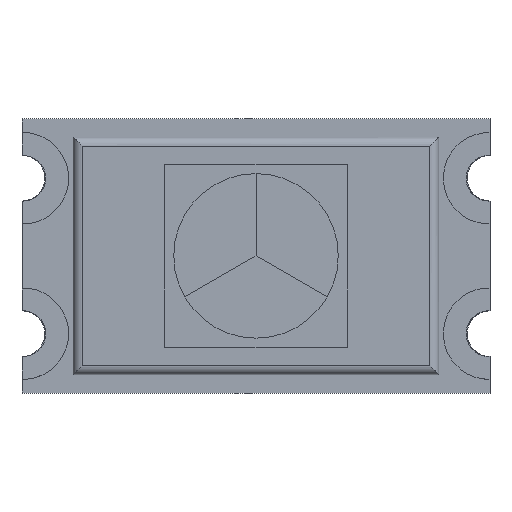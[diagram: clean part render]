
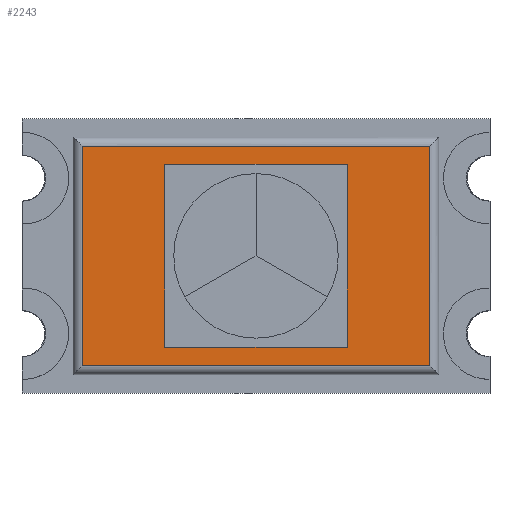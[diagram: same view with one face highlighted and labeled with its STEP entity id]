
A CAD part, top view. The second image highlights one B-rep face of the part: STEP entity #2243.
In plain terms, the highlighted planar face has unit normal (0, 0, 1).
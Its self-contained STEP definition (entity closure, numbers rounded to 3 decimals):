
#1888 = VERTEX_POINT('',#1889);
#1889 = CARTESIAN_POINT('',(-1.9,1.2,1.2));
#1898 = VERTEX_POINT('',#1899);
#1899 = CARTESIAN_POINT('',(1.9,1.2,1.2));
#1906 = EDGE_CURVE('',#1888,#1898,#1907,.T.);
#1907 = LINE('',#1908,#1909);
#1908 = CARTESIAN_POINT('',(-2.,1.2,1.2));
#1909 = VECTOR('',#1910,1.);
#1910 = DIRECTION('',(1.,0.,0.));
#1921 = VERTEX_POINT('',#1922);
#1922 = CARTESIAN_POINT('',(1.9,-1.2,1.2));
#1931 = EDGE_CURVE('',#1921,#1898,#1932,.T.);
#1932 = LINE('',#1933,#1934);
#1933 = CARTESIAN_POINT('',(1.9,-1.3,1.2));
#1934 = VECTOR('',#1935,1.);
#1935 = DIRECTION('',(0.,1.,0.));
#1946 = VERTEX_POINT('',#1947);
#1947 = CARTESIAN_POINT('',(-1.9,-1.2,1.2));
#1954 = EDGE_CURVE('',#1946,#1888,#1955,.T.);
#1955 = LINE('',#1956,#1957);
#1956 = CARTESIAN_POINT('',(-1.9,-1.3,1.2));
#1957 = VECTOR('',#1958,1.);
#1958 = DIRECTION('',(0.,1.,0.));
#1971 = EDGE_CURVE('',#1946,#1921,#1972,.T.);
#1972 = LINE('',#1973,#1974);
#1973 = CARTESIAN_POINT('',(-2.,-1.2,1.2));
#1974 = VECTOR('',#1975,1.);
#1975 = DIRECTION('',(1.,0.,0.));
#2243 = ADVANCED_FACE('',(#2244,#2250),#2284,.T.);
#2244 = FACE_BOUND('',#2245,.T.);
#2245 = EDGE_LOOP('',(#2246,#2247,#2248,#2249));
#2246 = ORIENTED_EDGE('',*,*,#1954,.F.);
#2247 = ORIENTED_EDGE('',*,*,#1971,.T.);
#2248 = ORIENTED_EDGE('',*,*,#1931,.T.);
#2249 = ORIENTED_EDGE('',*,*,#1906,.F.);
#2250 = FACE_BOUND('',#2251,.T.);
#2251 = EDGE_LOOP('',(#2252,#2262,#2270,#2278));
#2252 = ORIENTED_EDGE('',*,*,#2253,.F.);
#2253 = EDGE_CURVE('',#2254,#2256,#2258,.T.);
#2254 = VERTEX_POINT('',#2255);
#2255 = CARTESIAN_POINT('',(1.,-1.,1.2));
#2256 = VERTEX_POINT('',#2257);
#2257 = CARTESIAN_POINT('',(1.,1.,1.2));
#2258 = LINE('',#2259,#2260);
#2259 = CARTESIAN_POINT('',(1.,-1.,1.2));
#2260 = VECTOR('',#2261,1.);
#2261 = DIRECTION('',(0.,1.,0.));
#2262 = ORIENTED_EDGE('',*,*,#2263,.F.);
#2263 = EDGE_CURVE('',#2264,#2254,#2266,.T.);
#2264 = VERTEX_POINT('',#2265);
#2265 = CARTESIAN_POINT('',(-1.,-1.,1.2));
#2266 = LINE('',#2267,#2268);
#2267 = CARTESIAN_POINT('',(-1.,-1.,1.2));
#2268 = VECTOR('',#2269,1.);
#2269 = DIRECTION('',(1.,0.,0.));
#2270 = ORIENTED_EDGE('',*,*,#2271,.T.);
#2271 = EDGE_CURVE('',#2264,#2272,#2274,.T.);
#2272 = VERTEX_POINT('',#2273);
#2273 = CARTESIAN_POINT('',(-1.,1.,1.2));
#2274 = LINE('',#2275,#2276);
#2275 = CARTESIAN_POINT('',(-1.,-1.,1.2));
#2276 = VECTOR('',#2277,1.);
#2277 = DIRECTION('',(0.,1.,0.));
#2278 = ORIENTED_EDGE('',*,*,#2279,.T.);
#2279 = EDGE_CURVE('',#2272,#2256,#2280,.T.);
#2280 = LINE('',#2281,#2282);
#2281 = CARTESIAN_POINT('',(-1.,1.,1.2));
#2282 = VECTOR('',#2283,1.);
#2283 = DIRECTION('',(1.,0.,0.));
#2284 = PLANE('',#2285);
#2285 = AXIS2_PLACEMENT_3D('',#2286,#2287,#2288);
#2286 = CARTESIAN_POINT('',(-2.,-1.3,1.2));
#2287 = DIRECTION('',(0.,0.,1.));
#2288 = DIRECTION('',(1.,0.,0.));
